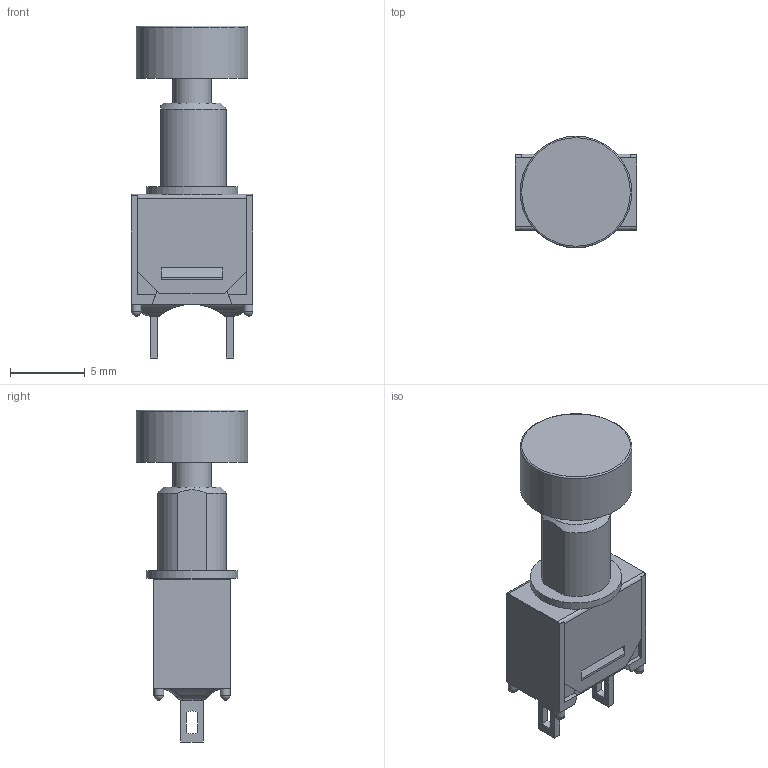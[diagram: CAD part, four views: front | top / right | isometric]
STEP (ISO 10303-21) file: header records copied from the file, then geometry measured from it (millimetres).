
FILE_DESCRIPTION((' '),'2;1');
FILE_NAME('800SP9B5M1xEHC2xxx.stp','2017-07-31T10:59:41',(' '),(' '),' ','ACIS',' ');
FILE_SCHEMA(('CONFIG_CONTROL_DESIGN'));
Length unit declared in the file: inch
Products named in the file (7): 800SP9B5M1xEHC2xxx.stp; Body1; Body2; Body3; Body4; Body5; Body6
Assembly tree (6 placements, depth 2):
  800SP9B5M1xEHC2xxx.stp
    Body1
    Body2
    Body3
    Body4
    Body5
    Body6
Bounding box: 8.13 x 7.45 x 22.16 mm (x, y, z)
Volume: 390.9 mm3; surface area: 1268.4 mm2
Topology: 7 solids, 7 shells, 150 faces, 371 edges, 234 vertices
Faces by surface type: plane 96, cylinder 34, bspline 12, sphere 4, cone 3, torus 1
Full cylindrical faces by diameter (mm): 0.65 x4, 2.45 x1, 2.54 x2, 4.7 x1, 5.88 x1, 6.1 x1, 7.45 x1
Entity records: 5573 total; most frequent: CARTESIAN_POINT 1219, ORIENTED_EDGE 692, DIRECTION 671, EDGE_CURVE 346, VECTOR 241, LINE 241, VERTEX_POINT 228, AXIS2_PLACEMENT_3D 215
